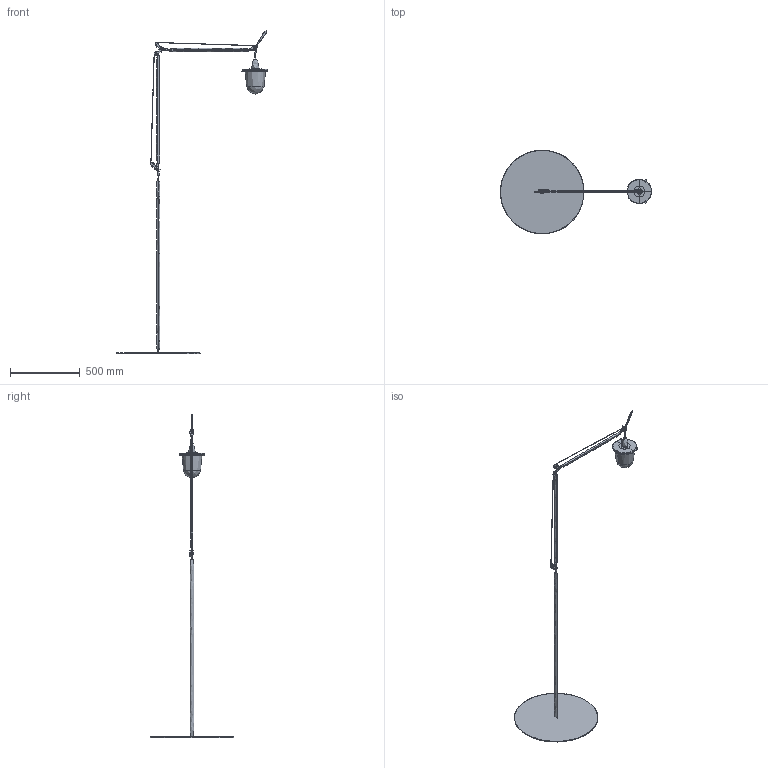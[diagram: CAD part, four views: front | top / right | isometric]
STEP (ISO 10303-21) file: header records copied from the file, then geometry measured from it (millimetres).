
FILE_DESCRIPTION(/* description */ (''),/* implementation_level */ '2;1');
FILE_NAME(/* name */ 'lampione',/* time_stamp */ '2016-05-27T16:43:18+02:00',/* author */ (''),/* organization */ (''),/* preprocessor_version */ 'ST-DEVELOPER v15',/* originating_system */ '',/* authorisation */ '');
FILE_SCHEMA (('AUTOMOTIVE_DESIGN'));
Length unit declared in the file: millimetre
Products named in the file (1): Document
Bounding box: 1084.79 x 599.11 x 2317.85 mm (x, y, z)
Volume: 406288.5 mm3; surface area: 714999 mm2
Topology: 12 solids, 68 shells, 1489 faces, 3777 edges, 2279 vertices
Faces by surface type: bspline 1218, plane 271
Entity records: 80422 total; most frequent: CARTESIAN_POINT 59939, ORIENTED_EDGE 7137, EDGE_CURVE 3760, VERTEX_POINT 2269, EDGE_LOOP 1550, B_SPLINE_CURVE_WITH_KNOTS 1517, ADVANCED_FACE 1479, FACE_OUTER_BOUND 1479
